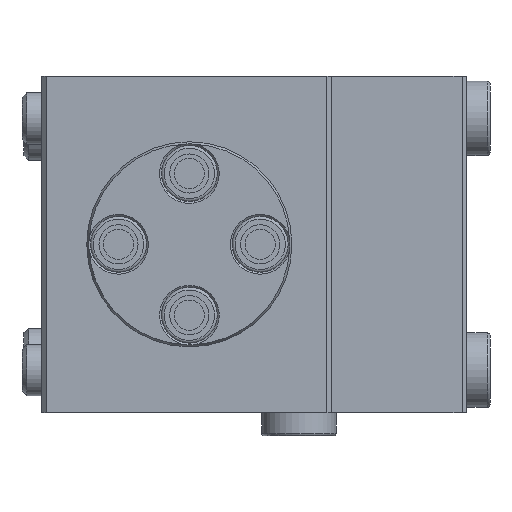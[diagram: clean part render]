
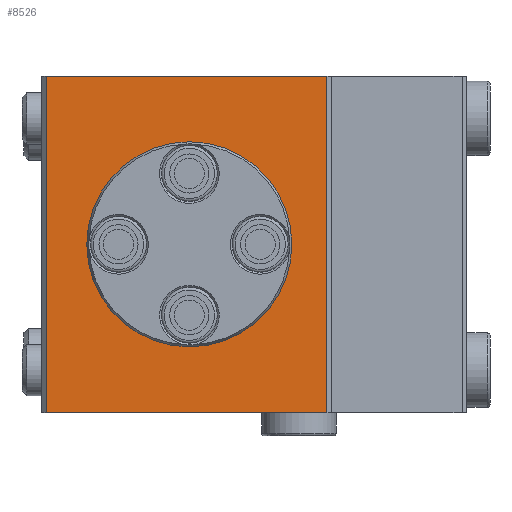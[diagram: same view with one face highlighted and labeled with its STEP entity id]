
A CAD part, left-side view. The second image highlights one B-rep face of the part: STEP entity #8526.
In plain terms, the highlighted planar face has unit normal (-1, 0, 0).
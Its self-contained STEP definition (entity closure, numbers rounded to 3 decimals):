
#7147=CARTESIAN_POINT('',(-40.05,29.75,11.0));
#7148=VERTEX_POINT('',#7147);
#7149=CARTESIAN_POINT('',(-40.05,29.75,0.0));
#7150=DIRECTION('',(-1.0,0.0,0.0));
#7151=DIRECTION('',(0.0,0.0,1.0));
#7152=AXIS2_PLACEMENT_3D('',#7149,#7150,#7151);
#7153=CIRCLE('',#7152,11.0);
#7154=EDGE_CURVE('',#7148,#7148,#7153,.T.);
#7693=CARTESIAN_POINT('',(-40.05,15.,-18.05));
#7694=VERTEX_POINT('',#7693);
#7701=CARTESIAN_POINT('',(-40.05,45.1,-18.05));
#7702=VERTEX_POINT('',#7701);
#7703=CARTESIAN_POINT('',(-40.05,45.1,-18.05));
#7704=DIRECTION('',(0.0,-1.0,0.0));
#7705=VECTOR('',#7704,30.1);
#7706=LINE('',#7703,#7705);
#7707=EDGE_CURVE('',#7702,#7694,#7706,.T.);
#8199=CARTESIAN_POINT('',(-40.05,45.1,18.05));
#8200=VERTEX_POINT('',#8199);
#8207=CARTESIAN_POINT('',(-40.05,15.,18.05));
#8208=VERTEX_POINT('',#8207);
#8209=CARTESIAN_POINT('',(-40.05,45.1,18.05));
#8210=DIRECTION('',(0.0,-1.0,0.0));
#8211=VECTOR('',#8210,30.1);
#8212=LINE('',#8209,#8211);
#8213=EDGE_CURVE('',#8200,#8208,#8212,.T.);
#8496=CARTESIAN_POINT('',(-40.05,45.1,18.05));
#8497=DIRECTION('',(0.0,0.0,-1.0));
#8498=VECTOR('',#8497,36.1);
#8499=LINE('',#8496,#8498);
#8500=EDGE_CURVE('',#8200,#7702,#8499,.T.);
#8507=CARTESIAN_POINT('',(-40.05,15.,18.05));
#8508=DIRECTION('',(1.0,0.0,0.0));
#8509=DIRECTION('',(0.0,0.0,-1.0));
#8510=AXIS2_PLACEMENT_3D('',#8507,#8508,#8509);
#8511=PLANE('',#8510);
#8512=ORIENTED_EDGE('',*,*,#7707,.T.);
#8513=CARTESIAN_POINT('',(-40.05,15.,18.05));
#8514=DIRECTION('',(0.0,0.0,-1.0));
#8515=VECTOR('',#8514,36.1);
#8516=LINE('',#8513,#8515);
#8517=EDGE_CURVE('',#8208,#7694,#8516,.T.);
#8518=ORIENTED_EDGE('',*,*,#8517,.F.);
#8519=ORIENTED_EDGE('',*,*,#8213,.F.);
#8520=ORIENTED_EDGE('',*,*,#8500,.T.);
#8521=EDGE_LOOP('',(#8512,#8518,#8519,#8520));
#8522=FACE_OUTER_BOUND('',#8521,.T.);
#8523=ORIENTED_EDGE('',*,*,#7154,.F.);
#8524=EDGE_LOOP('',(#8523));
#8525=FACE_BOUND('',#8524,.T.);
#8526=ADVANCED_FACE('',(#8522,#8525),#8511,.F.);
